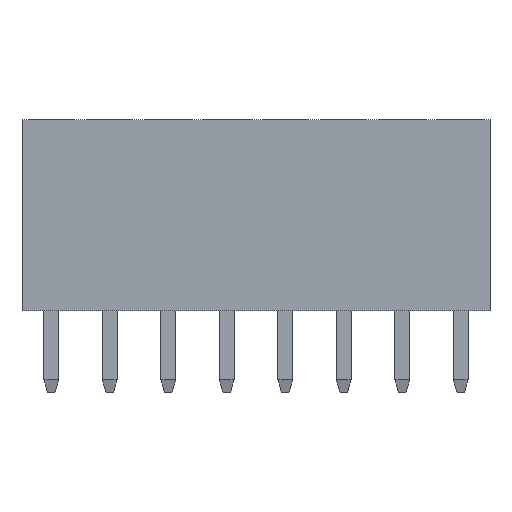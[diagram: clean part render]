
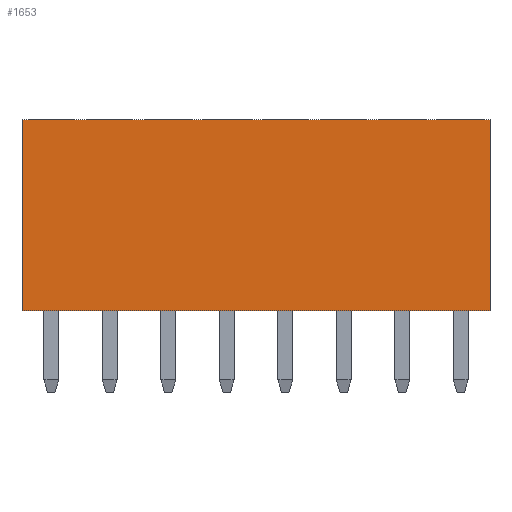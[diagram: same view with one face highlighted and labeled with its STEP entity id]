
A CAD part, front view. The second image highlights one B-rep face of the part: STEP entity #1653.
In plain terms, the highlighted planar face has unit normal (0, -1, 0).
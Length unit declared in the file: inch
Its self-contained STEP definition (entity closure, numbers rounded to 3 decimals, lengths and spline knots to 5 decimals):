
#196 = PLANE('',#197);
#197 = AXIS2_PLACEMENT_3D('',#198,#199,#200);
#198 = CARTESIAN_POINT('',(-0.4,0.05,0.));
#199 = DIRECTION('',(0.,0.,1.));
#200 = DIRECTION('',(1.,0.,-0.));
#492 = VERTEX_POINT('',#493);
#493 = CARTESIAN_POINT('',(-0.4,-0.05,0.));
#507 = PLANE('',#508);
#508 = AXIS2_PLACEMENT_3D('',#509,#510,#511);
#509 = CARTESIAN_POINT('',(-0.4,-0.05,0.));
#510 = DIRECTION('',(-1.,0.,0.));
#511 = DIRECTION('',(0.,1.,0.));
#519 = EDGE_CURVE('',#520,#492,#522,.T.);
#520 = VERTEX_POINT('',#521);
#521 = CARTESIAN_POINT('',(0.4,-0.05,0.));
#522 = SURFACE_CURVE('',#523,(#527,#534),.PCURVE_S1.);
#523 = LINE('',#524,#525);
#524 = CARTESIAN_POINT('',(0.4,-0.05,0.));
#525 = VECTOR('',#526,0.03937);
#526 = DIRECTION('',(-1.,0.,0.));
#527 = PCURVE('',#196,#528);
#528 = DEFINITIONAL_REPRESENTATION('',(#529),#533);
#529 = LINE('',#530,#531);
#530 = CARTESIAN_POINT('',(0.8,-0.1));
#531 = VECTOR('',#532,1.);
#532 = DIRECTION('',(-1.,0.));
#533 = ( GEOMETRIC_REPRESENTATION_CONTEXT(2) 
PARAMETRIC_REPRESENTATION_CONTEXT() REPRESENTATION_CONTEXT('2D SPACE',''
  ) );
#534 = PCURVE('',#535,#540);
#535 = PLANE('',#536);
#536 = AXIS2_PLACEMENT_3D('',#537,#538,#539);
#537 = CARTESIAN_POINT('',(0.4,-0.05,0.));
#538 = DIRECTION('',(0.,-1.,0.));
#539 = DIRECTION('',(-1.,0.,0.));
#540 = DEFINITIONAL_REPRESENTATION('',(#541),#545);
#541 = LINE('',#542,#543);
#542 = CARTESIAN_POINT('',(0.,-0.));
#543 = VECTOR('',#544,1.);
#544 = DIRECTION('',(1.,0.));
#545 = ( GEOMETRIC_REPRESENTATION_CONTEXT(2) 
PARAMETRIC_REPRESENTATION_CONTEXT() REPRESENTATION_CONTEXT('2D SPACE',''
  ) );
#561 = PLANE('',#562);
#562 = AXIS2_PLACEMENT_3D('',#563,#564,#565);
#563 = CARTESIAN_POINT('',(0.4,0.05,0.));
#564 = DIRECTION('',(1.,0.,0.));
#565 = DIRECTION('',(0.,-1.,0.));
#1522 = PLANE('',#1523);
#1523 = AXIS2_PLACEMENT_3D('',#1524,#1525,#1526);
#1524 = CARTESIAN_POINT('',(-0.4,0.05,0.32677));
#1525 = DIRECTION('',(0.,0.,1.));
#1526 = DIRECTION('',(1.,0.,-0.));
#1559 = EDGE_CURVE('',#492,#1560,#1562,.T.);
#1560 = VERTEX_POINT('',#1561);
#1561 = CARTESIAN_POINT('',(-0.4,-0.05,0.32677));
#1562 = SURFACE_CURVE('',#1563,(#1567,#1574),.PCURVE_S1.);
#1563 = LINE('',#1564,#1565);
#1564 = CARTESIAN_POINT('',(-0.4,-0.05,0.));
#1565 = VECTOR('',#1566,0.03937);
#1566 = DIRECTION('',(0.,0.,1.));
#1567 = PCURVE('',#507,#1568);
#1568 = DEFINITIONAL_REPRESENTATION('',(#1569),#1573);
#1569 = LINE('',#1570,#1571);
#1570 = CARTESIAN_POINT('',(0.,0.));
#1571 = VECTOR('',#1572,1.);
#1572 = DIRECTION('',(0.,-1.));
#1573 = ( GEOMETRIC_REPRESENTATION_CONTEXT(2) 
PARAMETRIC_REPRESENTATION_CONTEXT() REPRESENTATION_CONTEXT('2D SPACE',''
  ) );
#1574 = PCURVE('',#535,#1575);
#1575 = DEFINITIONAL_REPRESENTATION('',(#1576),#1580);
#1576 = LINE('',#1577,#1578);
#1577 = CARTESIAN_POINT('',(0.8,0.));
#1578 = VECTOR('',#1579,1.);
#1579 = DIRECTION('',(0.,-1.));
#1580 = ( GEOMETRIC_REPRESENTATION_CONTEXT(2) 
PARAMETRIC_REPRESENTATION_CONTEXT() REPRESENTATION_CONTEXT('2D SPACE',''
  ) );
#1610 = VERTEX_POINT('',#1611);
#1611 = CARTESIAN_POINT('',(0.4,-0.05,0.32677));
#1632 = EDGE_CURVE('',#520,#1610,#1633,.T.);
#1633 = SURFACE_CURVE('',#1634,(#1638,#1645),.PCURVE_S1.);
#1634 = LINE('',#1635,#1636);
#1635 = CARTESIAN_POINT('',(0.4,-0.05,0.));
#1636 = VECTOR('',#1637,0.03937);
#1637 = DIRECTION('',(0.,0.,1.));
#1638 = PCURVE('',#561,#1639);
#1639 = DEFINITIONAL_REPRESENTATION('',(#1640),#1644);
#1640 = LINE('',#1641,#1642);
#1641 = CARTESIAN_POINT('',(0.1,0.));
#1642 = VECTOR('',#1643,1.);
#1643 = DIRECTION('',(0.,-1.));
#1644 = ( GEOMETRIC_REPRESENTATION_CONTEXT(2) 
PARAMETRIC_REPRESENTATION_CONTEXT() REPRESENTATION_CONTEXT('2D SPACE',''
  ) );
#1645 = PCURVE('',#535,#1646);
#1646 = DEFINITIONAL_REPRESENTATION('',(#1647),#1651);
#1647 = LINE('',#1648,#1649);
#1648 = CARTESIAN_POINT('',(0.,-0.));
#1649 = VECTOR('',#1650,1.);
#1650 = DIRECTION('',(0.,-1.));
#1651 = ( GEOMETRIC_REPRESENTATION_CONTEXT(2) 
PARAMETRIC_REPRESENTATION_CONTEXT() REPRESENTATION_CONTEXT('2D SPACE',''
  ) );
#1653 = ADVANCED_FACE('',(#1654),#535,.T.);
#1654 = FACE_BOUND('',#1655,.T.);
#1655 = EDGE_LOOP('',(#1656,#1657,#1678,#1679));
#1656 = ORIENTED_EDGE('',*,*,#1632,.T.);
#1657 = ORIENTED_EDGE('',*,*,#1658,.T.);
#1658 = EDGE_CURVE('',#1610,#1560,#1659,.T.);
#1659 = SURFACE_CURVE('',#1660,(#1664,#1671),.PCURVE_S1.);
#1660 = LINE('',#1661,#1662);
#1661 = CARTESIAN_POINT('',(0.4,-0.05,0.32677));
#1662 = VECTOR('',#1663,0.03937);
#1663 = DIRECTION('',(-1.,0.,0.));
#1664 = PCURVE('',#535,#1665);
#1665 = DEFINITIONAL_REPRESENTATION('',(#1666),#1670);
#1666 = LINE('',#1667,#1668);
#1667 = CARTESIAN_POINT('',(0.,-0.327));
#1668 = VECTOR('',#1669,1.);
#1669 = DIRECTION('',(1.,0.));
#1670 = ( GEOMETRIC_REPRESENTATION_CONTEXT(2) 
PARAMETRIC_REPRESENTATION_CONTEXT() REPRESENTATION_CONTEXT('2D SPACE',''
  ) );
#1671 = PCURVE('',#1522,#1672);
#1672 = DEFINITIONAL_REPRESENTATION('',(#1673),#1677);
#1673 = LINE('',#1674,#1675);
#1674 = CARTESIAN_POINT('',(0.8,-0.1));
#1675 = VECTOR('',#1676,1.);
#1676 = DIRECTION('',(-1.,0.));
#1677 = ( GEOMETRIC_REPRESENTATION_CONTEXT(2) 
PARAMETRIC_REPRESENTATION_CONTEXT() REPRESENTATION_CONTEXT('2D SPACE',''
  ) );
#1678 = ORIENTED_EDGE('',*,*,#1559,.F.);
#1679 = ORIENTED_EDGE('',*,*,#519,.F.);
